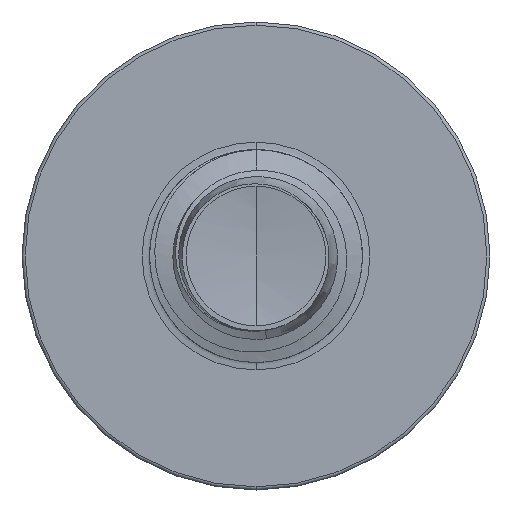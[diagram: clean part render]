
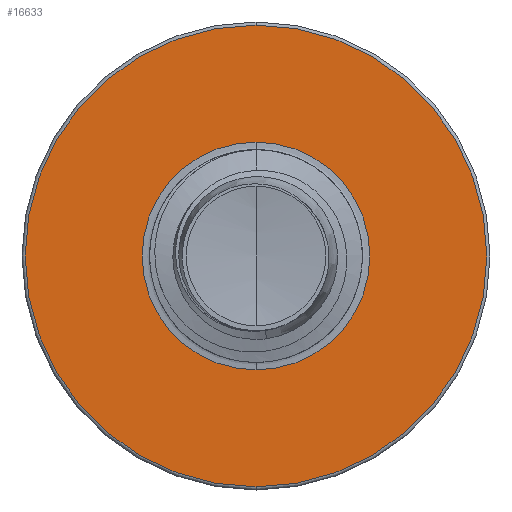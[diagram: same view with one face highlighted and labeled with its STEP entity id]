
A CAD part, front view. The second image highlights one B-rep face of the part: STEP entity #16633.
In plain terms, the highlighted planar face has unit normal (0, -1, 0).
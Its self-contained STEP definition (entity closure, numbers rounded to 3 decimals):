
#1366 = DIRECTION ( 'NONE',  ( 0., 1., 0. ) ) ;
#1394 = EDGE_CURVE ( 'NONE', #12184, #11746, #11179, .T. ) ;
#1732 = CIRCLE ( 'NONE', #3271, 2.677 ) ;
#1944 = FACE_OUTER_BOUND ( 'NONE', #13253, .T. ) ;
#2832 = CARTESIAN_POINT ( 'NONE',  ( 0., 8.5, 5.425 ) ) ;
#2979 = DIRECTION ( 'NONE',  ( 0., 1., 0. ) ) ;
#3178 = CIRCLE ( 'NONE', #9407, 5.425 ) ;
#3271 = AXIS2_PLACEMENT_3D ( 'NONE', #10154, #1366, #11579 ) ;
#5364 = VERTEX_POINT ( 'NONE', #5874 ) ;
#5874 = CARTESIAN_POINT ( 'NONE',  ( 0., 8.5, -2.677 ) ) ;
#5879 = CIRCLE ( 'NONE', #9568, 2.677 ) ;
#6042 = PLANE ( 'NONE',  #10555 ) ;
#6349 = EDGE_CURVE ( 'NONE', #11746, #12184, #3178, .T. ) ;
#6945 = CARTESIAN_POINT ( 'NONE',  ( 0., 8.5, -5.425 ) ) ;
#7490 = DIRECTION ( 'NONE',  ( 0., 1., 0. ) ) ;
#7552 = CARTESIAN_POINT ( 'NONE',  ( 0., 8.5, 0. ) ) ;
#7721 = ORIENTED_EDGE ( 'NONE', *, *, #6349, .F. ) ;
#7797 = EDGE_LOOP ( 'NONE', ( #14604, #17722 ) ) ;
#7805 = DIRECTION ( 'NONE',  ( 0., 1., 0. ) ) ;
#9028 = DIRECTION ( 'NONE',  ( 0., 0., 1. ) ) ;
#9407 = AXIS2_PLACEMENT_3D ( 'NONE', #16446, #7805, #17886 ) ;
#9568 = AXIS2_PLACEMENT_3D ( 'NONE', #7552, #17640, #9028 ) ;
#10154 = CARTESIAN_POINT ( 'NONE',  ( 0., 8.5, 0. ) ) ;
#10555 = AXIS2_PLACEMENT_3D ( 'NONE', #13217, #7490, #17573 ) ;
#11179 = CIRCLE ( 'NONE', #11910, 5.425 ) ;
#11579 = DIRECTION ( 'NONE',  ( 0., 0., 1. ) ) ;
#11717 = CARTESIAN_POINT ( 'NONE',  ( 0., 8.5, 0. ) ) ;
#11746 = VERTEX_POINT ( 'NONE', #2832 ) ;
#11910 = AXIS2_PLACEMENT_3D ( 'NONE', #11717, #2979, #13140 ) ;
#12184 = VERTEX_POINT ( 'NONE', #6945 ) ;
#13140 = DIRECTION ( 'NONE',  ( 0., 0., 1. ) ) ;
#13217 = CARTESIAN_POINT ( 'NONE',  ( 0., 8.5, -2.677 ) ) ;
#13253 = EDGE_LOOP ( 'NONE', ( #7721, #17222 ) ) ;
#13327 = EDGE_CURVE ( 'NONE', #5364, #15017, #1732, .T. ) ;
#14604 = ORIENTED_EDGE ( 'NONE', *, *, #16715, .T. ) ;
#15017 = VERTEX_POINT ( 'NONE', #16429 ) ;
#16429 = CARTESIAN_POINT ( 'NONE',  ( 0., 8.5, 2.677 ) ) ;
#16446 = CARTESIAN_POINT ( 'NONE',  ( 0., 8.5, 0. ) ) ;
#16633 = ADVANCED_FACE ( 'NONE', ( #1944, #16943 ), #6042, .F. ) ;
#16715 = EDGE_CURVE ( 'NONE', #15017, #5364, #5879, .T. ) ;
#16943 = FACE_BOUND ( 'NONE', #7797, .T. ) ;
#17222 = ORIENTED_EDGE ( 'NONE', *, *, #1394, .F. ) ;
#17573 = DIRECTION ( 'NONE',  ( 0., 0., 1. ) ) ;
#17640 = DIRECTION ( 'NONE',  ( 0., 1., 0. ) ) ;
#17722 = ORIENTED_EDGE ( 'NONE', *, *, #13327, .T. ) ;
#17886 = DIRECTION ( 'NONE',  ( 0., 0., 1. ) ) ;
